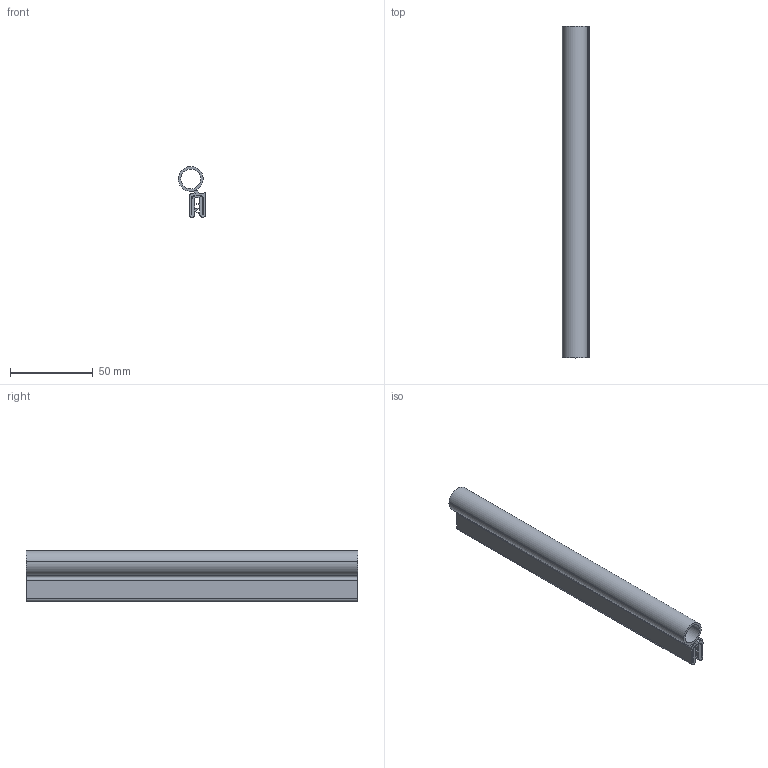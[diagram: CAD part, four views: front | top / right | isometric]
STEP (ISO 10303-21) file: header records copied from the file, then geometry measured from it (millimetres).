
FILE_DESCRIPTION((''),'2;1');
FILE_NAME('','2005-07-15T10:03:11',(''),(''),'','CADfix','');
FILE_SCHEMA(('AUTOMOTIVE_DESIGN'));
Length unit declared in the file: millimetre
Products named in the file (4): rubber foam; gasket; center core; TEM_1011_34_30827_36
Assembly tree (3 placements, depth 2):
  TEM_1011_34_30827_36
    rubber foam
    gasket
    center core
Bounding box: 16.47 x 200 x 30.7 mm (x, y, z)
Volume: 35281.9 mm3; surface area: 55920.4 mm2
Topology: 3 solids, 3 shells, 69 faces, 197 edges, 134 vertices
Faces by surface type: bspline 69
Entity records: 2246 total; most frequent: CARTESIAN_POINT 1022, ORIENTED_EDGE 394, EDGE_CURVE 197, QUASI_UNIFORM_CURVE 135, VERTEX_POINT 134, EDGE_LOOP 73, FACE_OUTER_BOUND 69, ADVANCED_FACE 69
